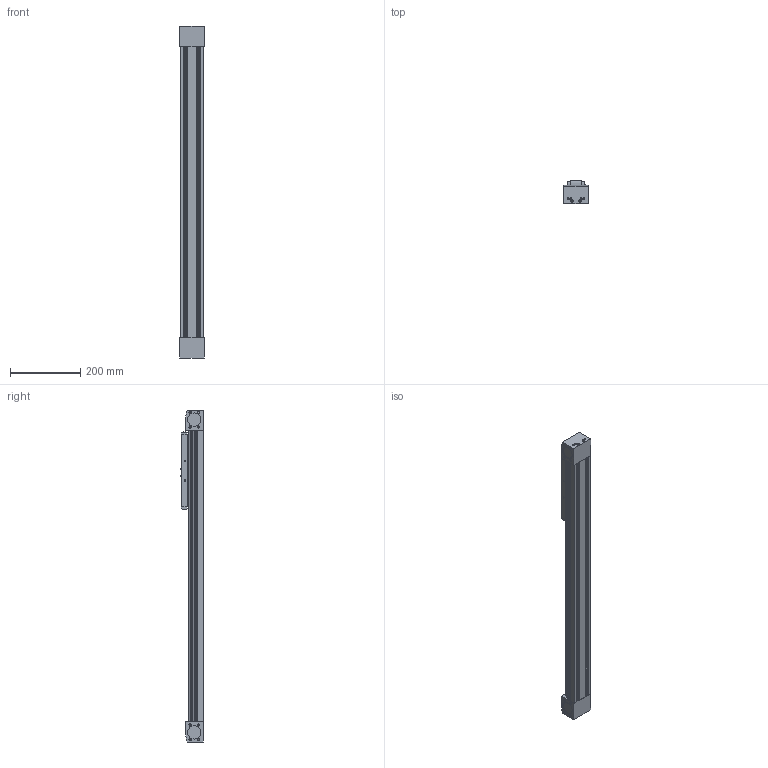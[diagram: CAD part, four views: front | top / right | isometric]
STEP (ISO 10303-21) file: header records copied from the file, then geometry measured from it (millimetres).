
FILE_DESCRIPTION(/* description */ ('STEP AP214'),/* implementation_level */ '2;1');
FILE_NAME(/* name */ '8041854_ELGA-TB-KF-70-600-0H',/* time_stamp */ '2024-08-27T17:26:23+02:00',/* author */ ('License CC BY-ND 4.0'),/* organization */ ('CADENAS'),/* preprocessor_version */ 'ST-DEVELOPER v19.3',/* originating_system */ 'PARTsolutions',/* authorisation */ ' ');
FILE_SCHEMA (('AUTOMOTIVE_DESIGN {1 0 10303 214 3 1 1}'));
Length unit declared in the file: millimetre
Products named in the file (6): 8041854 ELGA-TB-KF-70-600-0H---(0); 8024914 ELGA-TB-KF-70-600-0----(g); 8024914 ELGA-TB-KF-70(s); 150928 ZBS-5; EGC-70-TB-KF__(CUP); DIN-915 - M6x8(F)
Assembly tree (12 placements, depth 2):
  8041854 ELGA-TB-KF-70-600-0H---(0)
    8024914 ELGA-TB-KF-70-600-0----(g)
    8024914 ELGA-TB-KF-70(s)
    150928 ZBS-5  x2
    EGC-70-TB-KF__(CUP)  x4
    DIN-915 - M6x8(F)  x4
Bounding box: 69 x 65.9 x 946 mm (x, y, z)
Volume: 2300660.7 mm3; surface area: 558983.6 mm2
Topology: 12 solids, 12 shells, 658 faces, 1625 edges, 1050 vertices
Faces by surface type: plane 384, cylinder 184, cone 82, torus 8
Full cylindrical faces by diameter (mm): 3.242 x4, 4 x4, 4.134 x10, 4.917 x18, 5 x12, 6 x4, 7 x4, 9 x2, 16 x4, 16.5 x2, 34 x4, 38 x8
Entity records: 18413 total; most frequent: DIRECTION 2987, CARTESIAN_POINT 2932, ORIENTED_EDGE 2686, EDGE_CURVE 1343, AXIS2_PLACEMENT_3D 1029, VERTEX_POINT 974, LINE 929, VECTOR 929
